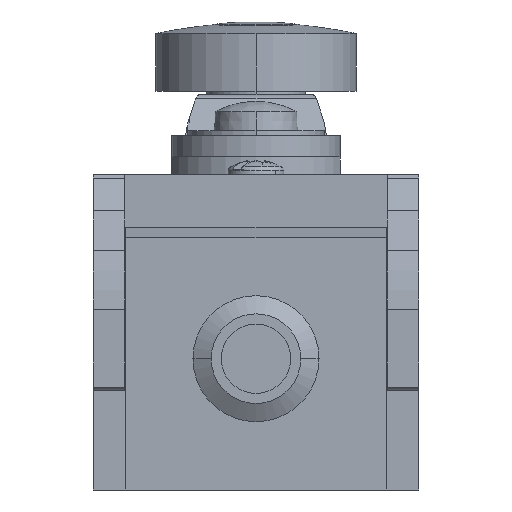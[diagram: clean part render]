
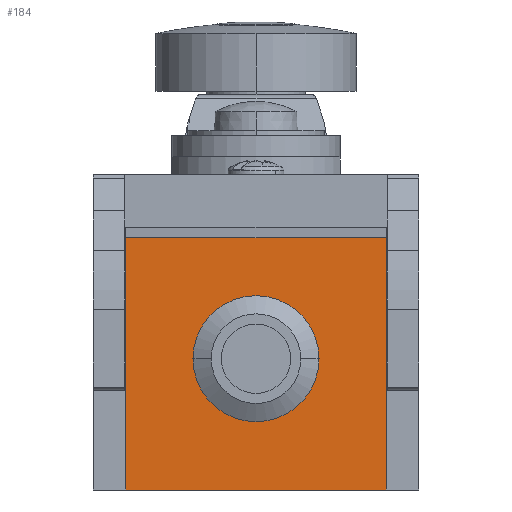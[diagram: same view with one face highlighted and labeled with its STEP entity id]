
A CAD part, front view. The second image highlights one B-rep face of the part: STEP entity #184.
In plain terms, the highlighted planar face has unit normal (0, -1, 0).
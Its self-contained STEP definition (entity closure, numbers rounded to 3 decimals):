
#184=ADVANCED_FACE('',(#515,#516),#517,.T.);
#515=FACE_BOUND('',#948,.T.);
#516=FACE_OUTER_BOUND('',#949,.T.);
#517=PLANE('',#950);
#948=EDGE_LOOP('',(#2143,#2144));
#949=EDGE_LOOP('',(#2145,#2146,#2147,#2148));
#950=AXIS2_PLACEMENT_3D('',#2149,#2150,#2151);
#2143=ORIENTED_EDGE('',*,*,#2935,.T.);
#2144=ORIENTED_EDGE('',*,*,#2953,.T.);
#2145=ORIENTED_EDGE('',*,*,#3218,.T.);
#2146=ORIENTED_EDGE('',*,*,#3219,.T.);
#2147=ORIENTED_EDGE('',*,*,#3220,.T.);
#2148=ORIENTED_EDGE('',*,*,#3183,.T.);
#2149=CARTESIAN_POINT('',(0.,-65.0,0.0));
#2150=DIRECTION('',(0.0,-1.0,0.0));
#2151=DIRECTION('',(1.0,0.0,0.0));
#2935=EDGE_CURVE('',#3548,#3552,#3554,.T.);
#2953=EDGE_CURVE('',#3552,#3548,#3582,.T.);
#3183=EDGE_CURVE('',#3952,#3950,#3953,.T.);
#3218=EDGE_CURVE('',#3950,#4010,#4012,.T.);
#3219=EDGE_CURVE('',#4010,#4013,#4014,.T.);
#3220=EDGE_CURVE('',#4013,#3952,#4015,.T.);
#3548=VERTEX_POINT('',#4680);
#3552=VERTEX_POINT('',#4685);
#3554=CIRCLE('',#4688,6.);
#3582=CIRCLE('',#4788,6.);
#3950=VERTEX_POINT('',#5465);
#3952=VERTEX_POINT('',#5468);
#3953=LINE('',#5469,#5470);
#4010=VERTEX_POINT('',#5555);
#4012=LINE('',#5558,#5559);
#4013=VERTEX_POINT('',#5560);
#4014=LINE('',#5561,#5562);
#4015=LINE('',#5563,#5564);
#4680=CARTESIAN_POINT('',(6.0,-65.,12.5));
#4685=CARTESIAN_POINT('',(-6.,-65.0,12.5));
#4688=AXIS2_PLACEMENT_3D('',#6372,#6373,#6374);
#4788=AXIS2_PLACEMENT_3D('',#6408,#6409,#6410);
#5465=CARTESIAN_POINT('',(12.4,-65.0,24.0));
#5468=CARTESIAN_POINT('',(12.4,-65.0,0.0));
#5469=CARTESIAN_POINT('',(12.4,-65.0,10.181));
#5470=VECTOR('',#6760,1.0);
#5555=CARTESIAN_POINT('',(-12.4,-65.0,24.0));
#5558=CARTESIAN_POINT('',(-8.25,-65.0,24.0));
#5559=VECTOR('',#6805,1.0);
#5560=CARTESIAN_POINT('',(-12.4,-65.0,0.0));
#5561=CARTESIAN_POINT('',(-12.4,-65.0,10.181));
#5562=VECTOR('',#6806,1.0);
#5563=CARTESIAN_POINT('',(-15.5,-65.0,0.0));
#5564=VECTOR('',#6807,1.0);
#6372=CARTESIAN_POINT('',(0.0,-65.0,12.5));
#6373=DIRECTION('',(-0.0,1.0,0.0));
#6374=DIRECTION('',(1.0,0.0,0.0));
#6408=CARTESIAN_POINT('',(0.0,-65.0,12.5));
#6409=DIRECTION('',(-0.0,1.0,0.0));
#6410=DIRECTION('',(1.0,0.0,0.0));
#6760=DIRECTION('',(0.,0.0,1.0));
#6805=DIRECTION('',(-1.0,-0.0,0.));
#6806=DIRECTION('',(0.,0.0,-1.0));
#6807=DIRECTION('',(1.0,0.0,0.0));
